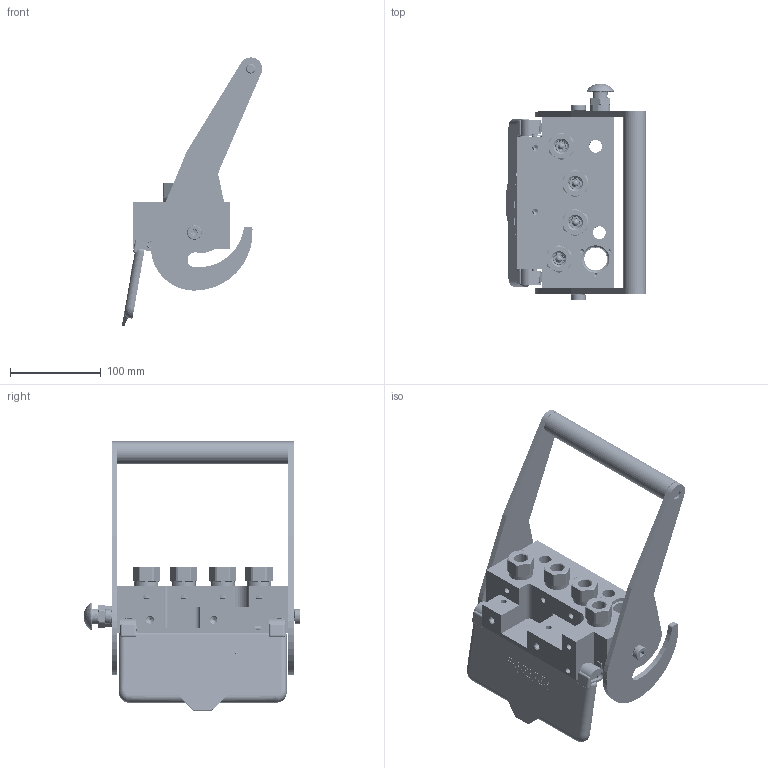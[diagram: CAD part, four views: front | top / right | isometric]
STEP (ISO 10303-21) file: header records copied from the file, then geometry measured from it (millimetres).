
FILE_DESCRIPTION (( 'STEP AP214' ), '1' );
FILE_NAME ('FASTER.step', '2024-04-03T13:51:12', ( '' ), ( '' ), 'SwSTEP 2.0', 'SolidWorks 2017', '' );
FILE_SCHEMA (( 'AUTOMOTIVE_DESIGN' ));
Length unit declared in the file: millimetre
Products named in the file (30): 4830_001_0004_000; PS06-1_F_BASE; ET011-ET007; 0048_042_0412_000; 4830_024_0002_020; A_2ffnb38_gas_f2v; curs_molla_38_inox; 4830_022_0000_011; 4830_013_3000_020; 2ffnb38_gas_f2v; et007; 4830_024_0002_000_ASM; 0048_317_1000_000; 4830_025_0000_001; 4830_001_0001_004; 4830_024_0002_000; 4830_020_0000_003; FASTER; or1_5x7_m; 4132_072_0000_300; 4132_014_0000_200; et011; 4830_001_0005_301; 4830_025_2000_000; 4830_070_0000_001; 4830_001_0005_300; sicura_p5; 4830_025_1000_000; 4830_024_0002_010; 4830_027_0000_001
Assembly tree (35 placements, depth 4):
  FASTER
    PS06-1_F_BASE
      4830_020_0000_003
      4830_001_0001_004
      4830_001_0004_000  x2
      4830_013_3000_020  x2
      0048_317_1000_000  x2
      4830_001_0005_300
      4830_001_0005_301
    A_2ffnb38_gas_f2v  x4
      curs_molla_38_inox
        4132_014_0000_200
        4132_072_0000_300
      2ffnb38_gas_f2v
    4830_024_0002_000
      4830_024_0002_000_ASM
        4830_024_0002_010
        4830_027_0000_001
        4830_024_0002_020
      sicura_p5
        4830_025_0000_001
        or1_5x7_m
        0048_042_0412_000
      4830_025_2000_000
      4830_025_1000_000
      4830_022_0000_011
      4830_070_0000_001
    ET011-ET007
      et011
      et007
Bounding box: 154.29 x 238.48 x 296.01 mm (x, y, z)
Volume: 332963.8 mm3; surface area: 319157.7 mm2
Topology: 30 solids, 46 shells, 5591 faces, 14872 edges, 9690 vertices
Faces by surface type: plane 3559, cylinder 854, bspline 623, cone 436, torus 108, sphere 11
Entity records: 170071 total; most frequent: CARTESIAN_POINT 60877, ORIENTED_EDGE 23344, DIRECTION 20689, EDGE_CURVE 11697, VECTOR 9315, LINE 9315, VERTEX_POINT 7638, AXIS2_PLACEMENT_3D 5687
